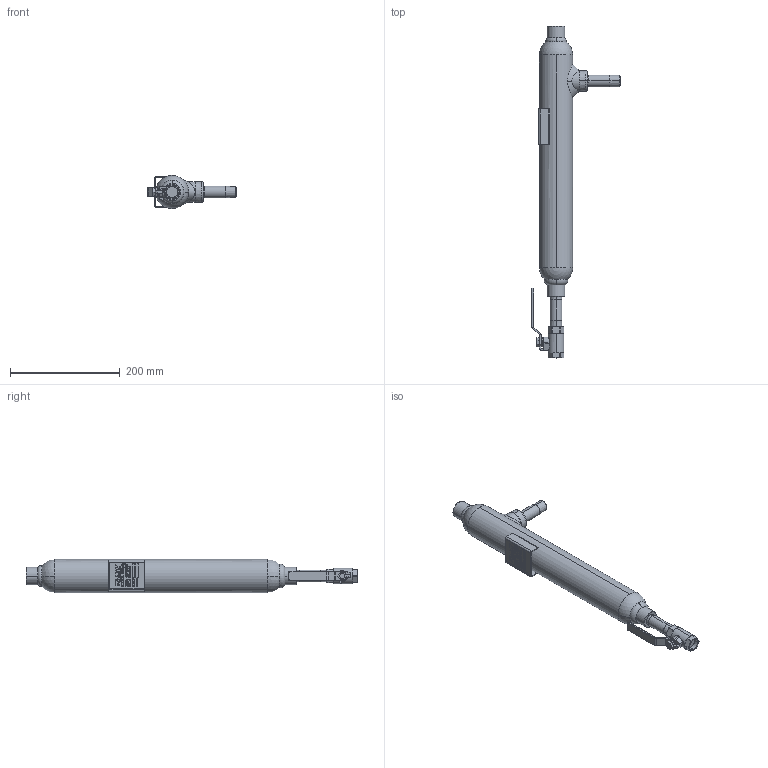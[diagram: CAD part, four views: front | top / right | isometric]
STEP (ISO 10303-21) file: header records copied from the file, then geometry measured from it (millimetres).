
FILE_DESCRIPTION (( 'STEP AP203' ), '1' );
FILE_NAME ('DP200 17-5 (YAN2).STEP', '2016-11-01T21:12:00', ( 'PCTech' ), ( 'Microsoft' ), 'SwSTEP 2.0', 'SolidWorks 2016', '' );
FILE_SCHEMA (( 'CONFIG_CONTROL_DESIGN' ));
Length unit declared in the file: inch
Products named in the file (1): DP200 17-5 (YAN2)
Bounding box: 161.36 x 603.76 x 60.33 mm (x, y, z)
Volume: 1375941.8 mm3; surface area: 129633 mm2
Topology: 4 solids, 4 shells, 1098 faces, 2940 edges, 1929 vertices
Faces by surface type: plane 750, bspline 219, cylinder 71, cone 34, torus 17, sphere 7
Entity records: 47081 total; most frequent: CARTESIAN_POINT 21001, ORIENTED_EDGE 5862, DIRECTION 4446, EDGE_CURVE 2931, LINE 2216, VECTOR 2216, VERTEX_POINT 1928, EDGE_LOOP 1187
